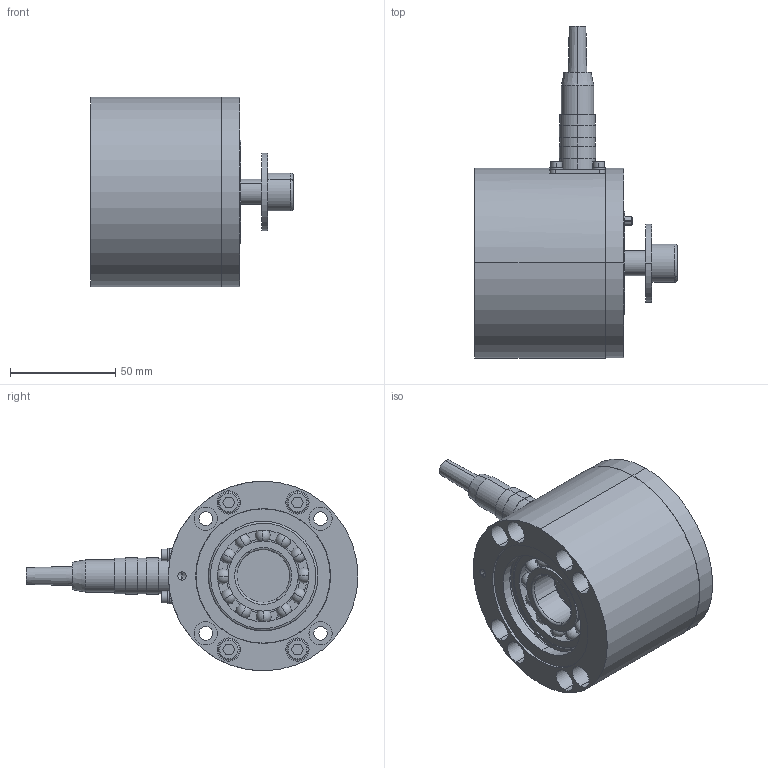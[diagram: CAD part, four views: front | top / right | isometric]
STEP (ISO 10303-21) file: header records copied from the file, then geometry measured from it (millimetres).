
FILE_DESCRIPTION (( 'STEP AP203' ), '1' );
FILE_NAME ('31104616_-.step', '2022-03-07T13:40:55', ( '' ), ( '' ), 'SwSTEP 2.0', 'SolidWorks 2018', '' );
FILE_SCHEMA (( 'CONFIG_CONTROL_DESIGN' ));
Length unit declared in the file: millimetre
Products named in the file (15): Flanschstecker_M14x1_Mini_5pol; Federringe_DIN127A_M03; Zyl-Schr DIN912_M6x30; 31104488_01; 31104486_stp_nach_Vergueten; 31104484_Stp_01; Si-Ring DIN472_D52x2; 31104506_01; Zyl-Schr DIN912_M3x6; Zyl-Schr DIN912_M12x25; 31104616_-; Kabeldose_M14x1_Mini_5pol; Spannstift_ISO13337_D04x10; PKL_1205_01; Sch DIN9021_M12
Assembly tree (23 placements, depth 3):
  31104616_-
    31104484_Stp_01
      31104486_stp_nach_Vergueten
      31104488_01
      Federringe_DIN127A_M03  x4
      Zyl-Schr DIN912_M3x6  x4
      Zyl-Schr DIN912_M6x30  x4
      Si-Ring DIN472_D52x2
      Flanschstecker_M14x1_Mini_5pol
      PKL_1205_01
    31104506_01
    Kabeldose_M14x1_Mini_5pol
    Spannstift_ISO13337_D04x10
    Zyl-Schr DIN912_M12x25
    Sch DIN9021_M12
Bounding box: 96.05 x 157.5 x 90 mm (x, y, z)
Volume: 318682.6 mm3; surface area: 125368.3 mm2
Topology: 47 solids, 47 shells, 599 faces, 1397 edges, 895 vertices
Faces by surface type: cylinder 256, plane 185, cone 64, sphere 50, torus 44
Entity records: 15219 total; most frequent: DIRECTION 2603, CARTESIAN_POINT 2359, ORIENTED_EDGE 2034, AXIS2_PLACEMENT_3D 1106, EDGE_CURVE 1017, VERTEX_POINT 675, CIRCLE 606, EDGE_LOOP 584
